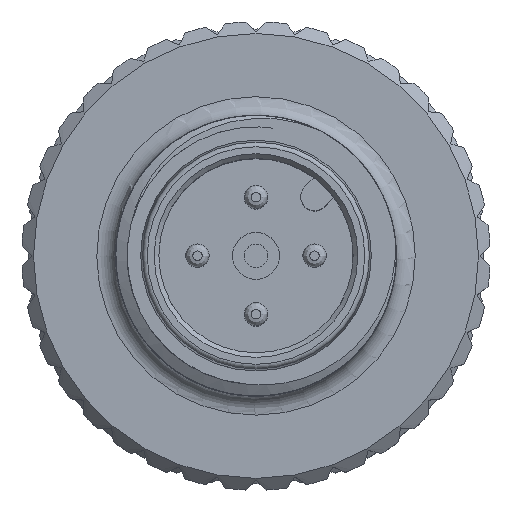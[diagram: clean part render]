
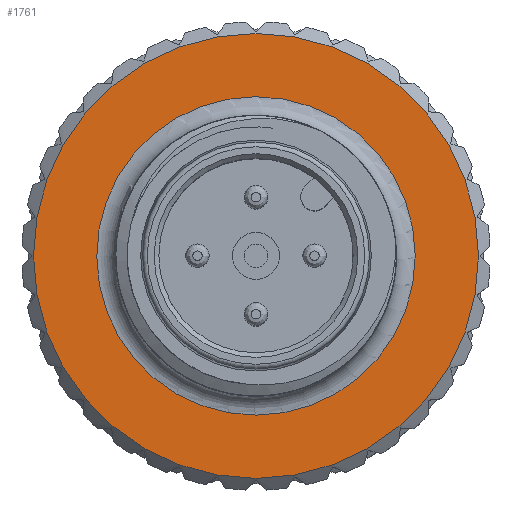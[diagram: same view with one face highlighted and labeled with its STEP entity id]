
A CAD part, top view. The second image highlights one B-rep face of the part: STEP entity #1761.
In plain terms, the highlighted planar face has unit normal (0, 0, 1).
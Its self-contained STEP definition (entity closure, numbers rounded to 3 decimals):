
#1761=ADVANCED_FACE('',(#2225,#2226),#2101,.T.);
#2101=PLANE('',#6252);
#2225=FACE_BOUND('',#2315,.T.);
#2226=FACE_BOUND('',#2316,.T.);
#2315=EDGE_LOOP('',(#2700));
#2316=EDGE_LOOP('',(#2701));
#2700=ORIENTED_EDGE('',*,*,#5051,.T.);
#2701=ORIENTED_EDGE('',*,*,#5052,.T.);
#4456=VERTEX_POINT('',#8488);
#4457=VERTEX_POINT('',#8490);
#5051=EDGE_CURVE('',#4456,#4456,#5929,.T.);
#5052=EDGE_CURVE('',#4457,#4457,#5930,.T.);
#5929=CIRCLE('',#6250,6.8);
#5930=CIRCLE('',#6251,9.5);
#6250=AXIS2_PLACEMENT_3D('',#8487,#6902,#6903);
#6251=AXIS2_PLACEMENT_3D('',#8489,#6904,#6905);
#6252=AXIS2_PLACEMENT_3D('',#8491,#6906,#6907);
#6902=DIRECTION('',(0.,0.,-1.));
#6903=DIRECTION('',(1.,0.,0.));
#6904=DIRECTION('',(0.,0.,1.));
#6905=DIRECTION('',(0.,-1.,0.));
#6906=DIRECTION('',(0.,0.,1.));
#6907=DIRECTION('',(0.,1.,0.));
#8487=CARTESIAN_POINT('',(0.,0.,-8.9));
#8488=CARTESIAN_POINT('',(6.8,0.,-8.9));
#8489=CARTESIAN_POINT('',(0.,0.,-8.9));
#8490=CARTESIAN_POINT('',(0.,-9.5,-8.9));
#8491=CARTESIAN_POINT('',(0.,0.,-8.9));
